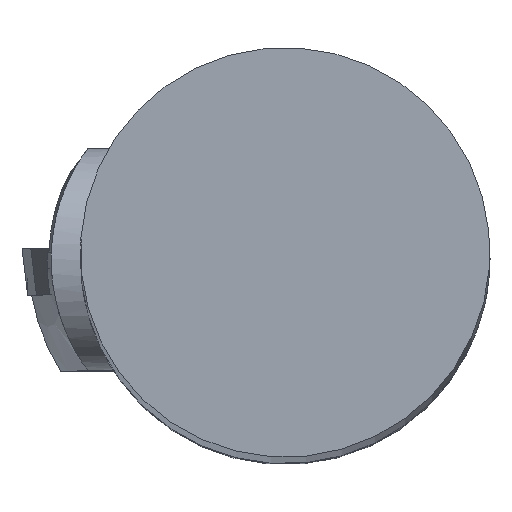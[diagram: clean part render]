
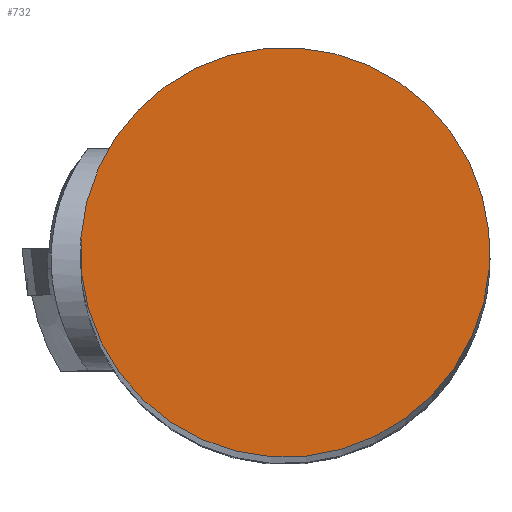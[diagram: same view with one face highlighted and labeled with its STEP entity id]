
A CAD part, top view. The second image highlights one B-rep face of the part: STEP entity #732.
In plain terms, the highlighted planar face has unit normal (0, 0, 1).
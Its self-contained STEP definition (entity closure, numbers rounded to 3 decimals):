
#576=EDGE_CURVE('240[2]',#1274,#1274,#1275,.T.);
#732=ADVANCED_FACE('240[2]',(#1473),#1474,.F.);
#1274=VERTEX_POINT('',#2371);
#1275=CIRCLE('',#2372,7.0);
#1473=FACE_OUTER_BOUND('',#2756,.T.);
#1474=PLANE('',#2757);
#2371=CARTESIAN_POINT('',(-4.867,-5.031,150.8));
#2372=AXIS2_PLACEMENT_3D('',#3434,#3435,#3436);
#2756=EDGE_LOOP('',(#3645));
#2757=AXIS2_PLACEMENT_3D('',#3646,#3647,#3648);
#3434=CARTESIAN_POINT('',(0.,0.,150.8));
#3435=DIRECTION('',(0.,0.,-1.0));
#3436=DIRECTION('',(0.695,0.719,0.));
#3645=ORIENTED_EDGE('',*,*,#576,.F.);
#3646=CARTESIAN_POINT('',(0.,0.,150.8));
#3647=DIRECTION('',(0.,0.,-1.0));
#3648=DIRECTION('',(-1.0,0.0,0.));
